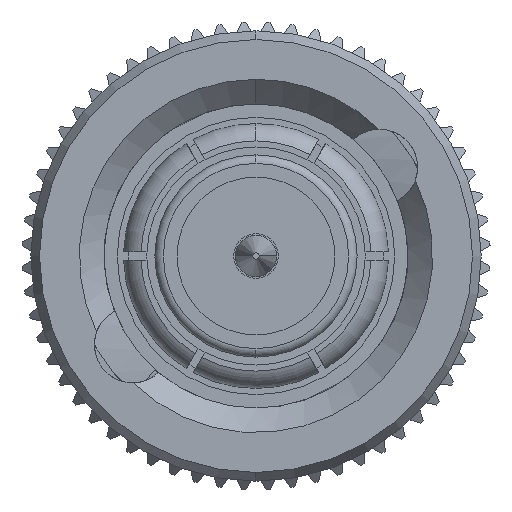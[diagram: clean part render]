
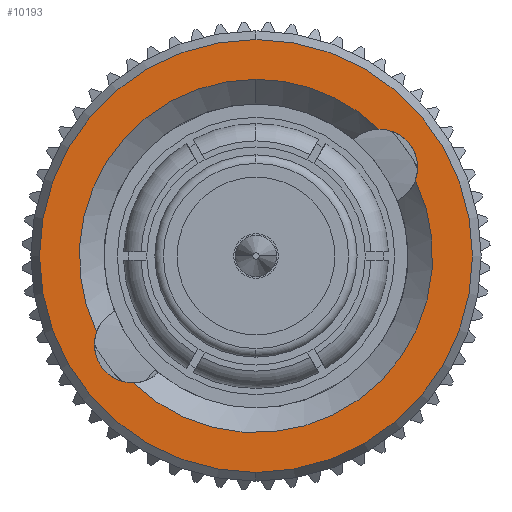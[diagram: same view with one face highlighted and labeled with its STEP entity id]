
A CAD part, left-side view. The second image highlights one B-rep face of the part: STEP entity #10193.
In plain terms, the highlighted planar face has unit normal (-1, 0, 0).
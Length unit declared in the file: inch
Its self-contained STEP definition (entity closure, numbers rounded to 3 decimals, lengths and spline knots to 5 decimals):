
#123 = DIRECTION ( 'NONE',  ( 0., 0., -1. ) ) ;
#140 = CIRCLE ( 'NONE', #12582, 0.21494 ) ;
#201 = CARTESIAN_POINT ( 'NONE',  ( 0., 0., 0. ) ) ;
#243 = FACE_OUTER_BOUND ( 'NONE', #6808, .T. ) ;
#666 = AXIS2_PLACEMENT_3D ( 'NONE', #12049, #1169, #1249 ) ;
#1048 = ORIENTED_EDGE ( 'NONE', *, *, #1716, .T. ) ;
#1169 = DIRECTION ( 'NONE',  ( 1., 0., 0. ) ) ;
#1211 = VERTEX_POINT ( 'NONE', #6884 ) ;
#1249 = DIRECTION ( 'NONE',  ( 0., 0., -1. ) ) ;
#1282 = VERTEX_POINT ( 'NONE', #13858 ) ;
#1399 = AXIS2_PLACEMENT_3D ( 'NONE', #3265, #12969, #15511 ) ;
#1716 = EDGE_CURVE ( 'NONE', #1211, #2703, #13847, .T. ) ;
#1727 = CARTESIAN_POINT ( 'NONE',  ( 0., 0.14961, -0.15433 ) ) ;
#2032 = VERTEX_POINT ( 'NONE', #1727 ) ;
#2052 = EDGE_CURVE ( 'NONE', #5380, #1211, #140, .T. ) ;
#2110 = ORIENTED_EDGE ( 'NONE', *, *, #12197, .F. ) ;
#2405 = CARTESIAN_POINT ( 'NONE',  ( 0., 0., -0.26339 ) ) ;
#2703 = VERTEX_POINT ( 'NONE', #10034 ) ;
#2848 = EDGE_CURVE ( 'NONE', #1282, #5826, #12339, .T. ) ;
#3193 = CIRCLE ( 'NONE', #11555, 0.21494 ) ;
#3237 = CARTESIAN_POINT ( 'NONE',  ( 0., 0., 0. ) ) ;
#3265 = CARTESIAN_POINT ( 'NONE',  ( 0., -0.15021, 0.10789 ) ) ;
#3469 = CIRCLE ( 'NONE', #666, 0.26339 ) ;
#3713 = EDGE_CURVE ( 'NONE', #2032, #1282, #15705, .T. ) ;
#4120 = DIRECTION ( 'NONE',  ( 1., 0., 0. ) ) ;
#4365 = CARTESIAN_POINT ( 'NONE',  ( 0., 0., 0. ) ) ;
#4433 = ORIENTED_EDGE ( 'NONE', *, *, #9309, .T. ) ;
#4682 = DIRECTION ( 'NONE',  ( 1., 0., 0. ) ) ;
#4716 = EDGE_LOOP ( 'NONE', ( #4433, #12164, #1048, #10471, #14772, #6023 ) ) ;
#4893 = VERTEX_POINT ( 'NONE', #2405 ) ;
#5039 = CIRCLE ( 'NONE', #11362, 0.26339 ) ;
#5177 = FACE_BOUND ( 'NONE', #4716, .T. ) ;
#5337 = DIRECTION ( 'NONE',  ( 1., 0., 0. ) ) ;
#5380 = VERTEX_POINT ( 'NONE', #12080 ) ;
#5435 = AXIS2_PLACEMENT_3D ( 'NONE', #12550, #5337, #11359 ) ;
#5507 = AXIS2_PLACEMENT_3D ( 'NONE', #15568, #4682, #123 ) ;
#5826 = VERTEX_POINT ( 'NONE', #14262 ) ;
#5978 = CIRCLE ( 'NONE', #14837, 0.21494 ) ;
#6023 = ORIENTED_EDGE ( 'NONE', *, *, #2848, .T. ) ;
#6541 = PLANE ( 'NONE',  #5435 ) ;
#6808 = EDGE_LOOP ( 'NONE', ( #8517, #2110 ) ) ;
#6884 = CARTESIAN_POINT ( 'NONE',  ( 0., -0.14961, 0.15433 ) ) ;
#7611 = EDGE_CURVE ( 'NONE', #2703, #2032, #3193, .T. ) ;
#7856 = CARTESIAN_POINT ( 'NONE',  ( 0., 0., 0.26339 ) ) ;
#7862 = AXIS2_PLACEMENT_3D ( 'NONE', #13156, #15457, #12025 ) ;
#8093 = DIRECTION ( 'NONE',  ( 1., 0., 0. ) ) ;
#8269 = DIRECTION ( 'NONE',  ( 1., 0., 0. ) ) ;
#8517 = ORIENTED_EDGE ( 'NONE', *, *, #10932, .F. ) ;
#8708 = DIRECTION ( 'NONE',  ( 0., 0., -1. ) ) ;
#9211 = DIRECTION ( 'NONE',  ( 0., 0., 1. ) ) ;
#9309 = EDGE_CURVE ( 'NONE', #5826, #5380, #5978, .T. ) ;
#9540 = DIRECTION ( 'NONE',  ( 0., 0., 1. ) ) ;
#10034 = CARTESIAN_POINT ( 'NONE',  ( 0., -0.19403, 0.09247 ) ) ;
#10193 = ADVANCED_FACE ( 'NONE', ( #243, #5177 ), #6541, .F. ) ;
#10471 = ORIENTED_EDGE ( 'NONE', *, *, #7611, .T. ) ;
#10932 = EDGE_CURVE ( 'NONE', #4893, #15604, #3469, .T. ) ;
#11359 = DIRECTION ( 'NONE',  ( 0., 0., -1. ) ) ;
#11362 = AXIS2_PLACEMENT_3D ( 'NONE', #201, #14755, #8708 ) ;
#11555 = AXIS2_PLACEMENT_3D ( 'NONE', #3237, #8093, #12938 ) ;
#12025 = DIRECTION ( 'NONE',  ( 0., 0., -1. ) ) ;
#12049 = CARTESIAN_POINT ( 'NONE',  ( 0., 0., 0. ) ) ;
#12063 = CARTESIAN_POINT ( 'NONE',  ( 0., 0., 0. ) ) ;
#12080 = CARTESIAN_POINT ( 'NONE',  ( 0., 0., 0.21494 ) ) ;
#12164 = ORIENTED_EDGE ( 'NONE', *, *, #2052, .T. ) ;
#12197 = EDGE_CURVE ( 'NONE', #15604, #4893, #5039, .T. ) ;
#12339 = CIRCLE ( 'NONE', #5507, 0.04645 ) ;
#12550 = CARTESIAN_POINT ( 'NONE',  ( 0., 0., -0.26339 ) ) ;
#12582 = AXIS2_PLACEMENT_3D ( 'NONE', #4365, #4120, #9211 ) ;
#12938 = DIRECTION ( 'NONE',  ( 0., 0., 1. ) ) ;
#12969 = DIRECTION ( 'NONE',  ( 1., 0., 0. ) ) ;
#13156 = CARTESIAN_POINT ( 'NONE',  ( 0., 0.15021, -0.10789 ) ) ;
#13847 = CIRCLE ( 'NONE', #1399, 0.04645 ) ;
#13858 = CARTESIAN_POINT ( 'NONE',  ( 0., 0.15021, -0.15434 ) ) ;
#14262 = CARTESIAN_POINT ( 'NONE',  ( 0., 0.19403, -0.09247 ) ) ;
#14755 = DIRECTION ( 'NONE',  ( 1., 0., 0. ) ) ;
#14772 = ORIENTED_EDGE ( 'NONE', *, *, #3713, .T. ) ;
#14837 = AXIS2_PLACEMENT_3D ( 'NONE', #12063, #8269, #9540 ) ;
#15457 = DIRECTION ( 'NONE',  ( 1., 0., 0. ) ) ;
#15511 = DIRECTION ( 'NONE',  ( 0., 0., -1. ) ) ;
#15568 = CARTESIAN_POINT ( 'NONE',  ( 0., 0.15021, -0.10789 ) ) ;
#15604 = VERTEX_POINT ( 'NONE', #7856 ) ;
#15705 = CIRCLE ( 'NONE', #7862, 0.04645 ) ;
